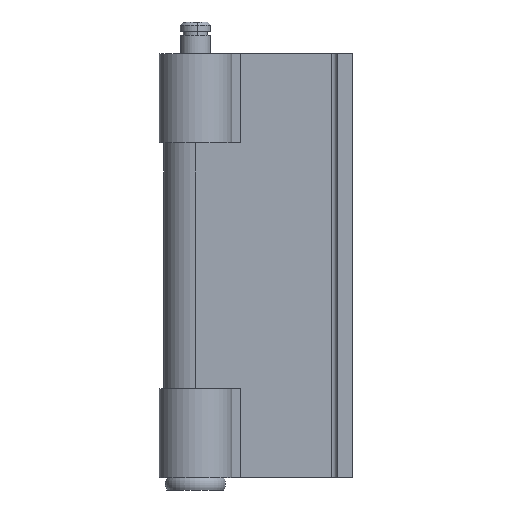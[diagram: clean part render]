
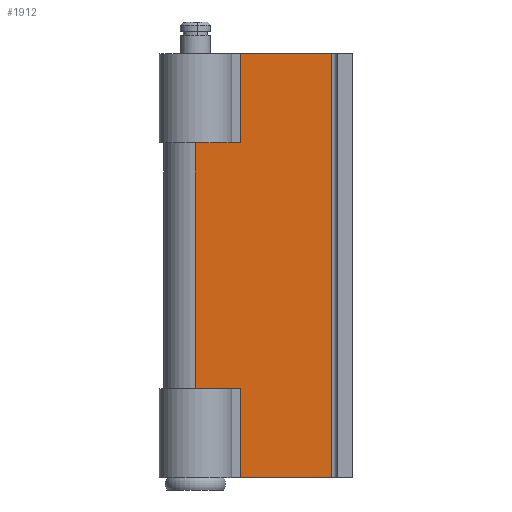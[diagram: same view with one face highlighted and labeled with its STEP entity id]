
A CAD part, front view. The second image highlights one B-rep face of the part: STEP entity #1912.
In plain terms, the highlighted planar face has unit normal (0, -1, 0).
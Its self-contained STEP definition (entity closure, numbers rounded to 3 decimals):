
#406 = VERTEX_POINT ( 'NONE', #1258 ) ;
#453 = EDGE_CURVE ( 'NONE', #406, #454, #1179, .T. ) ;
#454 = VERTEX_POINT ( 'NONE', #1175 ) ;
#466 = VERTEX_POINT ( 'NONE', #1145 ) ;
#472 = VERTEX_POINT ( 'NONE', #1128 ) ;
#474 = EDGE_CURVE ( 'NONE', #466, #472, #1205, .T. ) ;
#477 = EDGE_CURVE ( 'NONE', #480, #481, #1194, .T. ) ;
#480 = VERTEX_POINT ( 'NONE', #1316 ) ;
#481 = VERTEX_POINT ( 'NONE', #1318 ) ;
#484 = ORIENTED_EDGE ( 'NONE', *, *, #1893, .T. ) ;
#1095 = DIRECTION ( 'NONE',  ( 1., 0., 0. ) ) ;
#1128 = CARTESIAN_POINT ( 'NONE',  ( 0., -5.25, -20.25 ) ) ;
#1145 = CARTESIAN_POINT ( 'NONE',  ( 0., -5.25, 20.25 ) ) ;
#1175 = CARTESIAN_POINT ( 'NONE',  ( 22.5, -5.25, 35. ) ) ;
#1176 = DIRECTION ( 'NONE',  ( 1., 0., 0. ) ) ;
#1177 = VECTOR ( 'NONE', #1176, 1000. ) ;
#1178 = CARTESIAN_POINT ( 'NONE',  ( 0., -5.25, 35. ) ) ;
#1179 = LINE ( 'NONE', #1178, #1177 ) ;
#1192 = VECTOR ( 'NONE', #1095, 1000. ) ;
#1193 = CARTESIAN_POINT ( 'NONE',  ( 0., -5.25, -35. ) ) ;
#1194 = LINE ( 'NONE', #1193, #1192 ) ;
#1202 = DIRECTION ( 'NONE',  ( 0., 0., -1. ) ) ;
#1203 = VECTOR ( 'NONE', #1202, 1000. ) ;
#1204 = CARTESIAN_POINT ( 'NONE',  ( 0., -5.25, 35. ) ) ;
#1205 = LINE ( 'NONE', #1204, #1203 ) ;
#1258 = CARTESIAN_POINT ( 'NONE',  ( 7.4, -5.25, 35. ) ) ;
#1272 = CARTESIAN_POINT ( 'NONE',  ( 7.4, -5.25, 35. ) ) ;
#1273 = LINE ( 'NONE', #1272, #1376 ) ;
#1277 = DIRECTION ( 'NONE',  ( 0., 0., -1. ) ) ;
#1278 = VECTOR ( 'NONE', #1277, 1000. ) ;
#1284 = CARTESIAN_POINT ( 'NONE',  ( 7.4, -5.25, -20.25 ) ) ;
#1289 = CARTESIAN_POINT ( 'NONE',  ( 7.4, -5.25, 20.25 ) ) ;
#1310 = DIRECTION ( 'NONE',  ( 0., 0., 1. ) ) ;
#1311 = DIRECTION ( 'NONE',  ( 0., 1., 0. ) ) ;
#1312 = CARTESIAN_POINT ( 'NONE',  ( 0., -5.25, 35. ) ) ;
#1316 = CARTESIAN_POINT ( 'NONE',  ( 7.4, -5.25, -35. ) ) ;
#1318 = CARTESIAN_POINT ( 'NONE',  ( 22.5, -5.25, -35. ) ) ;
#1335 = DIRECTION ( 'NONE',  ( 0., 0., -1. ) ) ;
#1336 = VECTOR ( 'NONE', #1335, 1000. ) ;
#1337 = CARTESIAN_POINT ( 'NONE',  ( 22.5, -5.25, 35. ) ) ;
#1338 = LINE ( 'NONE', #1337, #1336 ) ;
#1351 = DIRECTION ( 'NONE',  ( 1., 0., 0. ) ) ;
#1352 = VECTOR ( 'NONE', #1351, 1000. ) ;
#1353 = CARTESIAN_POINT ( 'NONE',  ( 0., -5.25, -20.25 ) ) ;
#1358 = CARTESIAN_POINT ( 'NONE',  ( 7.4, -5.25, 35. ) ) ;
#1364 = LINE ( 'NONE', #1369, #1368 ) ;
#1367 = DIRECTION ( 'NONE',  ( -1., 0., 0. ) ) ;
#1368 = VECTOR ( 'NONE', #1367, 1000. ) ;
#1369 = CARTESIAN_POINT ( 'NONE',  ( 0., -5.25, 20.25 ) ) ;
#1375 = DIRECTION ( 'NONE',  ( 0., 0., -1. ) ) ;
#1376 = VECTOR ( 'NONE', #1375, 1000. ) ;
#1386 = AXIS2_PLACEMENT_3D ( 'NONE', #1312, #1311, #1310 ) ;
#1387 = PLANE ( 'NONE',  #1386 ) ;
#1402 = LINE ( 'NONE', #1353, #1352 ) ;
#1408 = FACE_OUTER_BOUND ( 'NONE', #1868, .T. ) ;
#1421 = LINE ( 'NONE', #1358, #1278 ) ;
#1868 = EDGE_LOOP ( 'NONE', ( #1869, #1938, #1873, #1959, #484, #1894, #1895, #1874 ) ) ;
#1869 = ORIENTED_EDGE ( 'NONE', *, *, #1870, .T. ) ;
#1870 = EDGE_CURVE ( 'NONE', #406, #1871, #1421, .T. ) ;
#1871 = VERTEX_POINT ( 'NONE', #1289 ) ;
#1873 = ORIENTED_EDGE ( 'NONE', *, *, #474, .T. ) ;
#1874 = ORIENTED_EDGE ( 'NONE', *, *, #453, .F. ) ;
#1883 = EDGE_CURVE ( 'NONE', #472, #1961, #1402, .T. ) ;
#1893 = EDGE_CURVE ( 'NONE', #1961, #480, #1273, .T. ) ;
#1894 = ORIENTED_EDGE ( 'NONE', *, *, #477, .T. ) ;
#1895 = ORIENTED_EDGE ( 'NONE', *, *, #1896, .F. ) ;
#1896 = EDGE_CURVE ( 'NONE', #454, #481, #1338, .T. ) ;
#1912 = ADVANCED_FACE ( 'NONE', ( #1408 ), #1387, .F. ) ;
#1936 = EDGE_CURVE ( 'NONE', #1871, #466, #1364, .T. ) ;
#1938 = ORIENTED_EDGE ( 'NONE', *, *, #1936, .T. ) ;
#1959 = ORIENTED_EDGE ( 'NONE', *, *, #1883, .T. ) ;
#1961 = VERTEX_POINT ( 'NONE', #1284 ) ;
